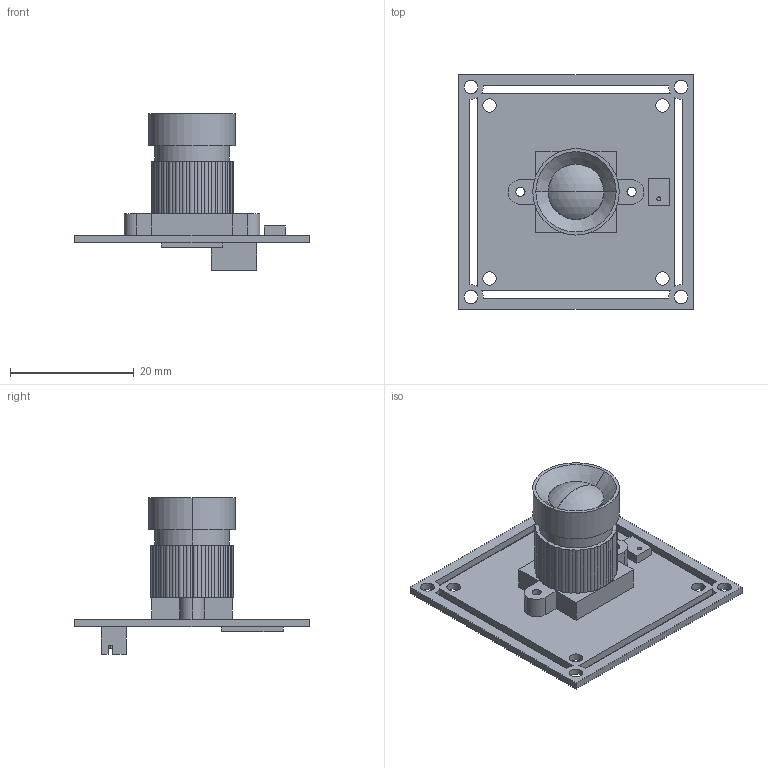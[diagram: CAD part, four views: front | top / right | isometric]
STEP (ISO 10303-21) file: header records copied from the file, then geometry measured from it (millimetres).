
FILE_DESCRIPTION (( 'STEP AP214' ), '1' );
FILE_NAME ('UB0212.STEP', '2023-07-25T06:37:24', ( '' ), ( '' ), 'SwSTEP 2.0', 'SolidWorks 2021', '' );
FILE_SCHEMA (( 'AUTOMOTIVE_DESIGN' ));
Length unit declared in the file: millimetre
Products named in the file (1): UB0212
Bounding box: 38 x 38 x 25.4 mm (x, y, z)
Volume: 4329.7 mm3; surface area: 5252.5 mm2
Topology: 6 solids, 6 shells, 221 faces, 606 edges, 400 vertices
Faces by surface type: cylinder 132, plane 83, sphere 4, cone 2
Entity records: 7281 total; most frequent: DIRECTION 1344, CARTESIAN_POINT 1228, ORIENTED_EDGE 1212, EDGE_CURVE 606, AXIS2_PLACEMENT_3D 516, VERTEX_POINT 400, VECTOR 312, LINE 312
